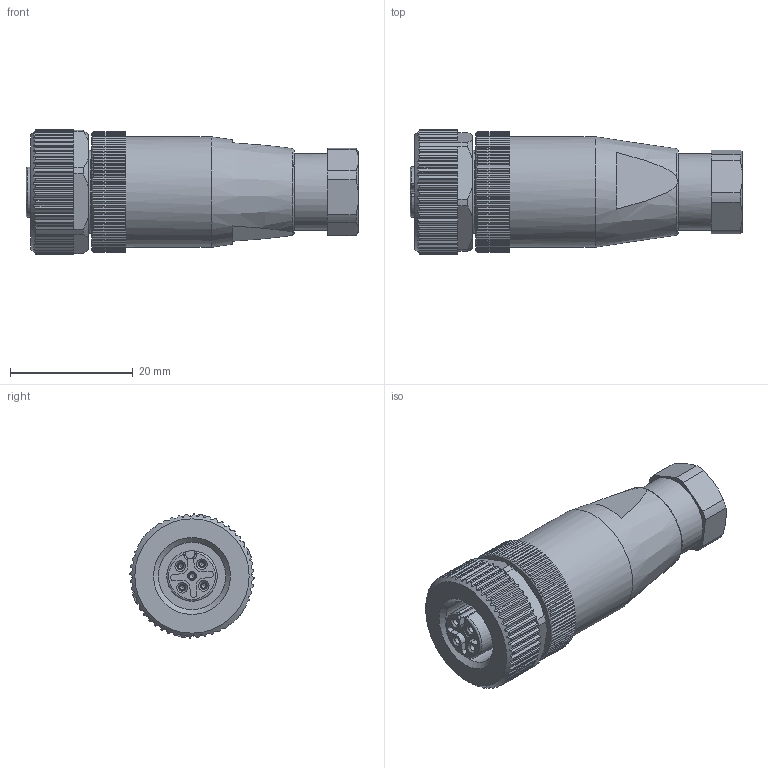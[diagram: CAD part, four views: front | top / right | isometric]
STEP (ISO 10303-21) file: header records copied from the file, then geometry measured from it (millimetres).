
FILE_DESCRIPTION(/* description */ (''),/* implementation_level */ '2;1');
FILE_NAME(/* name */ 'WAKC5K.stp',/* time_stamp */ '2016-03-23T14:54:31+01:00',/* author */ (''),/* organization */ (''),/* preprocessor_version */ 'ST-DEVELOPER v16',/* originating_system */ 'SIEMENS PLM Software NX 10.0',/* authorisation */ '');
FILE_SCHEMA (('AUTOMOTIVE_DESIGN { 1 0 10303 214 3 1 1 1 }'));
Length unit declared in the file: millimetre
Products named in the file (1): WAKC5K
Bounding box: 54 x 20.19 x 20.19 mm (x, y, z)
Volume: 11735.1 mm3; surface area: 4474.1 mm2
Topology: 1 solids, 1 shells, 680 faces, 1978 edges, 1307 vertices
Faces by surface type: plane 392, cylinder 239, cone 43, torus 4, sphere 2
Full cylindrical faces by diameter (mm): 1.05 x5, 1.1 x5, 8.2 x1, 10.917 x1, 12.5 x1, 13.5 x1, 18 x1
Entity records: 23798 total; most frequent: CARTESIAN_POINT 6589, ORIENTED_EDGE 3820, DIRECTION 3312, EDGE_CURVE 1910, VERTEX_POINT 1280, AXIS2_PLACEMENT_3D 1179, LINE 954, VECTOR 954
